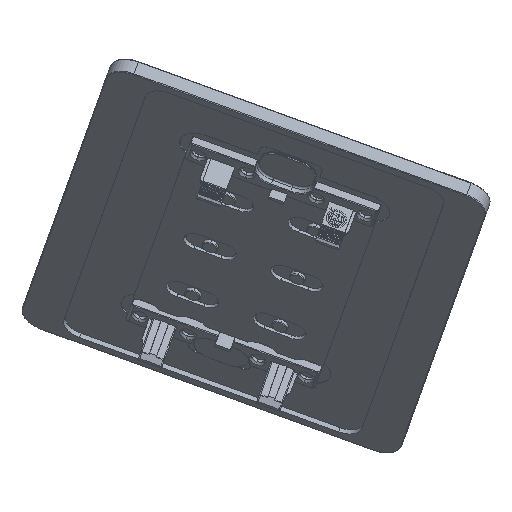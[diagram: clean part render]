
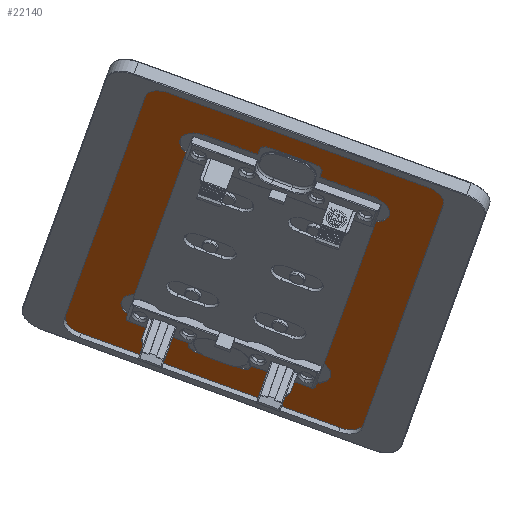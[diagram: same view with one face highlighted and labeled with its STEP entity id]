
A CAD part, left-side view. The second image highlights one B-rep face of the part: STEP entity #22140.
In plain terms, the highlighted face is planar.
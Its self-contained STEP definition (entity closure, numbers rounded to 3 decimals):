
#21669=CARTESIAN_POINT('Vertex',(33.34,-24.5,1.3)) ;
#21672=CARTESIAN_POINT('Line Origine',(0.,-24.5,1.3)) ;
#21676=CARTESIAN_POINT('Vertex',(-33.34,-24.5,1.3)) ;
#21783=CARTESIAN_POINT('Vertex',(57.5,-33.5,1.3)) ;
#21786=CARTESIAN_POINT('Line Origine',(57.5,0.,1.3)) ;
#21790=CARTESIAN_POINT('Vertex',(57.5,33.5,1.3)) ;
#21814=CARTESIAN_POINT('Vertex',(52.5,-38.5,1.3)) ;
#21817=CARTESIAN_POINT('Axis2P3D Location',(52.5,-33.5,1.3)) ;
#21838=CARTESIAN_POINT('Vertex',(-52.5,-38.5,1.3)) ;
#21841=CARTESIAN_POINT('Line Origine',(0.,-38.5,1.3)) ;
#21939=CARTESIAN_POINT('Axis2P3D Location',(0.,0.,1.3)) ;
#21944=CARTESIAN_POINT('Axis2P3D Location',(-52.5,33.5,1.3)) ;
#21948=CARTESIAN_POINT('Vertex',(-57.5,33.5,1.3)) ;
#21950=CARTESIAN_POINT('Vertex',(-52.5,38.5,1.3)) ;
#21953=CARTESIAN_POINT('Line Origine',(0.,38.5,1.3)) ;
#21957=CARTESIAN_POINT('Vertex',(52.5,38.5,1.3)) ;
#21960=CARTESIAN_POINT('Axis2P3D Location',(52.5,33.5,1.3)) ;
#21965=CARTESIAN_POINT('Axis2P3D Location',(-52.5,-33.5,1.3)) ;
#21969=CARTESIAN_POINT('Vertex',(-57.5,-33.5,1.3)) ;
#21972=CARTESIAN_POINT('Line Origine',(-57.5,0.,1.3)) ;
#21987=CARTESIAN_POINT('Axis2P3D Location',(37.95,-21.5,1.3)) ;
#21991=CARTESIAN_POINT('Vertex',(43.45,-21.5,1.3)) ;
#21994=CARTESIAN_POINT('Line Origine',(43.45,-14.75,1.3)) ;
#21998=CARTESIAN_POINT('Vertex',(43.45,-8.,1.3)) ;
#22001=CARTESIAN_POINT('Line Origine',(44.7,-8.,1.3)) ;
#22005=CARTESIAN_POINT('Vertex',(45.95,-8.,1.3)) ;
#22008=CARTESIAN_POINT('Axis2P3D Location',(45.95,-6.,1.3)) ;
#22012=CARTESIAN_POINT('Vertex',(47.95,-6.,1.3)) ;
#22015=CARTESIAN_POINT('Line Origine',(47.95,0.,1.3)) ;
#22019=CARTESIAN_POINT('Vertex',(47.95,6.,1.3)) ;
#22022=CARTESIAN_POINT('Axis2P3D Location',(45.95,6.,1.3)) ;
#22026=CARTESIAN_POINT('Vertex',(45.95,8.,1.3)) ;
#22029=CARTESIAN_POINT('Line Origine',(44.7,8.,1.3)) ;
#22033=CARTESIAN_POINT('Vertex',(43.45,8.,1.3)) ;
#22036=CARTESIAN_POINT('Line Origine',(43.45,14.75,1.3)) ;
#22040=CARTESIAN_POINT('Vertex',(43.45,21.5,1.3)) ;
#22043=CARTESIAN_POINT('Axis2P3D Location',(37.95,21.5,1.3)) ;
#22047=CARTESIAN_POINT('Vertex',(33.34,24.5,1.3)) ;
#22050=CARTESIAN_POINT('Line Origine',(0.,24.5,1.3)) ;
#22054=CARTESIAN_POINT('Vertex',(-33.34,24.5,1.3)) ;
#22057=CARTESIAN_POINT('Axis2P3D Location',(-37.95,21.5,1.3)) ;
#22061=CARTESIAN_POINT('Vertex',(-43.45,21.5,1.3)) ;
#22064=CARTESIAN_POINT('Line Origine',(-43.45,14.75,1.3)) ;
#22068=CARTESIAN_POINT('Vertex',(-43.45,8.,1.3)) ;
#22071=CARTESIAN_POINT('Line Origine',(-44.7,8.,1.3)) ;
#22075=CARTESIAN_POINT('Vertex',(-45.95,8.,1.3)) ;
#22078=CARTESIAN_POINT('Axis2P3D Location',(-45.95,6.,1.3)) ;
#22082=CARTESIAN_POINT('Vertex',(-47.95,6.,1.3)) ;
#22085=CARTESIAN_POINT('Line Origine',(-47.95,0.,1.3)) ;
#22089=CARTESIAN_POINT('Vertex',(-47.95,-6.,1.3)) ;
#22092=CARTESIAN_POINT('Axis2P3D Location',(-45.95,-6.,1.3)) ;
#22096=CARTESIAN_POINT('Vertex',(-45.95,-8.,1.3)) ;
#22099=CARTESIAN_POINT('Line Origine',(-44.7,-8.,1.3)) ;
#22103=CARTESIAN_POINT('Vertex',(-43.45,-8.,1.3)) ;
#22106=CARTESIAN_POINT('Line Origine',(-43.45,-14.75,1.3)) ;
#22110=CARTESIAN_POINT('Vertex',(-43.45,-21.5,1.3)) ;
#22113=CARTESIAN_POINT('Axis2P3D Location',(-37.95,-21.5,1.3)) ;
#21673=DIRECTION('Vector Direction',(1.,0.,0.)) ;
#21787=DIRECTION('Vector Direction',(0.,1.,0.)) ;
#21818=DIRECTION('Axis2P3D Direction',(0.,0.,-1.)) ;
#21842=DIRECTION('Vector Direction',(1.,0.,0.)) ;
#21940=DIRECTION('Axis2P3D Direction',(0.,0.,-1.)) ;
#21941=DIRECTION('Axis2P3D XDirection',(1.,0.,0.)) ;
#21945=DIRECTION('Axis2P3D Direction',(0.,0.,-1.)) ;
#21954=DIRECTION('Vector Direction',(1.,0.,0.)) ;
#21961=DIRECTION('Axis2P3D Direction',(0.,0.,-1.)) ;
#21966=DIRECTION('Axis2P3D Direction',(0.,0.,-1.)) ;
#21973=DIRECTION('Vector Direction',(0.,1.,0.)) ;
#21988=DIRECTION('Axis2P3D Direction',(0.,0.,-1.)) ;
#21995=DIRECTION('Vector Direction',(0.,-1.,0.)) ;
#22002=DIRECTION('Vector Direction',(1.,0.,0.)) ;
#22009=DIRECTION('Axis2P3D Direction',(0.,0.,-1.)) ;
#22016=DIRECTION('Vector Direction',(0.,-1.,0.)) ;
#22023=DIRECTION('Axis2P3D Direction',(0.,0.,-1.)) ;
#22030=DIRECTION('Vector Direction',(1.,0.,0.)) ;
#22037=DIRECTION('Vector Direction',(0.,-1.,0.)) ;
#22044=DIRECTION('Axis2P3D Direction',(0.,0.,-1.)) ;
#22051=DIRECTION('Vector Direction',(1.,0.,0.)) ;
#22058=DIRECTION('Axis2P3D Direction',(0.,0.,-1.)) ;
#22065=DIRECTION('Vector Direction',(0.,-1.,0.)) ;
#22072=DIRECTION('Vector Direction',(1.,0.,0.)) ;
#22079=DIRECTION('Axis2P3D Direction',(0.,0.,-1.)) ;
#22086=DIRECTION('Vector Direction',(0.,-1.,0.)) ;
#22093=DIRECTION('Axis2P3D Direction',(0.,0.,-1.)) ;
#22100=DIRECTION('Vector Direction',(1.,0.,0.)) ;
#22107=DIRECTION('Vector Direction',(0.,-1.,0.)) ;
#22114=DIRECTION('Axis2P3D Direction',(0.,0.,-1.)) ;
#21819=AXIS2_PLACEMENT_3D('Circle Axis2P3D',#21817,#21818,$) ;
#21942=AXIS2_PLACEMENT_3D('Plane Axis2P3D',#21939,#21940,#21941) ;
#21946=AXIS2_PLACEMENT_3D('Circle Axis2P3D',#21944,#21945,$) ;
#21962=AXIS2_PLACEMENT_3D('Circle Axis2P3D',#21960,#21961,$) ;
#21967=AXIS2_PLACEMENT_3D('Circle Axis2P3D',#21965,#21966,$) ;
#21989=AXIS2_PLACEMENT_3D('Circle Axis2P3D',#21987,#21988,$) ;
#22010=AXIS2_PLACEMENT_3D('Circle Axis2P3D',#22008,#22009,$) ;
#22024=AXIS2_PLACEMENT_3D('Circle Axis2P3D',#22022,#22023,$) ;
#22045=AXIS2_PLACEMENT_3D('Circle Axis2P3D',#22043,#22044,$) ;
#22059=AXIS2_PLACEMENT_3D('Circle Axis2P3D',#22057,#22058,$) ;
#22080=AXIS2_PLACEMENT_3D('Circle Axis2P3D',#22078,#22079,$) ;
#22094=AXIS2_PLACEMENT_3D('Circle Axis2P3D',#22092,#22093,$) ;
#22115=AXIS2_PLACEMENT_3D('Circle Axis2P3D',#22113,#22114,$) ;
#21978=ORIENTED_EDGE('',*,*,#21952,.T.) ;
#21979=ORIENTED_EDGE('',*,*,#21959,.T.) ;
#21980=ORIENTED_EDGE('',*,*,#21964,.F.) ;
#21981=ORIENTED_EDGE('',*,*,#21792,.F.) ;
#21982=ORIENTED_EDGE('',*,*,#21821,.T.) ;
#21983=ORIENTED_EDGE('',*,*,#21845,.F.) ;
#21984=ORIENTED_EDGE('',*,*,#21971,.F.) ;
#21985=ORIENTED_EDGE('',*,*,#21976,.T.) ;
#22119=ORIENTED_EDGE('',*,*,#21678,.F.) ;
#22120=ORIENTED_EDGE('',*,*,#21993,.F.) ;
#22121=ORIENTED_EDGE('',*,*,#22000,.F.) ;
#22122=ORIENTED_EDGE('',*,*,#22007,.T.) ;
#22123=ORIENTED_EDGE('',*,*,#22014,.F.) ;
#22124=ORIENTED_EDGE('',*,*,#22021,.F.) ;
#22125=ORIENTED_EDGE('',*,*,#22028,.F.) ;
#22126=ORIENTED_EDGE('',*,*,#22035,.F.) ;
#22127=ORIENTED_EDGE('',*,*,#22042,.F.) ;
#22128=ORIENTED_EDGE('',*,*,#22049,.F.) ;
#22129=ORIENTED_EDGE('',*,*,#22056,.T.) ;
#22130=ORIENTED_EDGE('',*,*,#22063,.F.) ;
#22131=ORIENTED_EDGE('',*,*,#22070,.T.) ;
#22132=ORIENTED_EDGE('',*,*,#22077,.F.) ;
#22133=ORIENTED_EDGE('',*,*,#22084,.F.) ;
#22134=ORIENTED_EDGE('',*,*,#22091,.T.) ;
#22135=ORIENTED_EDGE('',*,*,#22098,.F.) ;
#22136=ORIENTED_EDGE('',*,*,#22105,.T.) ;
#22137=ORIENTED_EDGE('',*,*,#22112,.T.) ;
#22138=ORIENTED_EDGE('',*,*,#22117,.F.) ;
#22139=FACE_BOUND('',#22118,.T.) ;
#21674=VECTOR('Line Direction',#21673,1.) ;
#21788=VECTOR('Line Direction',#21787,1.) ;
#21843=VECTOR('Line Direction',#21842,1.) ;
#21955=VECTOR('Line Direction',#21954,1.) ;
#21974=VECTOR('Line Direction',#21973,1.) ;
#21996=VECTOR('Line Direction',#21995,1.) ;
#22003=VECTOR('Line Direction',#22002,1.) ;
#22017=VECTOR('Line Direction',#22016,1.) ;
#22031=VECTOR('Line Direction',#22030,1.) ;
#22038=VECTOR('Line Direction',#22037,1.) ;
#22052=VECTOR('Line Direction',#22051,1.) ;
#22066=VECTOR('Line Direction',#22065,1.) ;
#22073=VECTOR('Line Direction',#22072,1.) ;
#22087=VECTOR('Line Direction',#22086,1.) ;
#22101=VECTOR('Line Direction',#22100,1.) ;
#22108=VECTOR('Line Direction',#22107,1.) ;
#22140=ADVANCED_FACE('placca CORIAN',(#21986,#22139),#21943,.T.) ;
#21820=CIRCLE('generated circle',#21819,5.) ;
#21947=CIRCLE('generated circle',#21946,5.) ;
#21963=CIRCLE('generated circle',#21962,5.) ;
#21968=CIRCLE('generated circle',#21967,5.) ;
#21990=CIRCLE('generated circle',#21989,5.5) ;
#22011=CIRCLE('generated circle',#22010,2.) ;
#22025=CIRCLE('generated circle',#22024,2.) ;
#22046=CIRCLE('generated circle',#22045,5.5) ;
#22060=CIRCLE('generated circle',#22059,5.5) ;
#22081=CIRCLE('generated circle',#22080,2.) ;
#22095=CIRCLE('generated circle',#22094,2.) ;
#22116=CIRCLE('generated circle',#22115,5.5) ;
#21678=EDGE_CURVE('',#21670,#21677,#21675,.F.) ;
#21792=EDGE_CURVE('',#21784,#21791,#21789,.T.) ;
#21821=EDGE_CURVE('',#21784,#21815,#21820,.T.) ;
#21845=EDGE_CURVE('',#21839,#21815,#21844,.T.) ;
#21952=EDGE_CURVE('',#21949,#21951,#21947,.T.) ;
#21959=EDGE_CURVE('',#21951,#21958,#21956,.T.) ;
#21964=EDGE_CURVE('',#21791,#21958,#21963,.F.) ;
#21971=EDGE_CURVE('',#21970,#21839,#21968,.F.) ;
#21976=EDGE_CURVE('',#21970,#21949,#21975,.T.) ;
#21993=EDGE_CURVE('',#21992,#21670,#21990,.T.) ;
#22000=EDGE_CURVE('',#21999,#21992,#21997,.T.) ;
#22007=EDGE_CURVE('',#21999,#22006,#22004,.T.) ;
#22014=EDGE_CURVE('',#22013,#22006,#22011,.T.) ;
#22021=EDGE_CURVE('',#22020,#22013,#22018,.T.) ;
#22028=EDGE_CURVE('',#22027,#22020,#22025,.T.) ;
#22035=EDGE_CURVE('',#22034,#22027,#22032,.T.) ;
#22042=EDGE_CURVE('',#22041,#22034,#22039,.T.) ;
#22049=EDGE_CURVE('',#22048,#22041,#22046,.T.) ;
#22056=EDGE_CURVE('',#22048,#22055,#22053,.F.) ;
#22063=EDGE_CURVE('',#22062,#22055,#22060,.T.) ;
#22070=EDGE_CURVE('',#22062,#22069,#22067,.T.) ;
#22077=EDGE_CURVE('',#22076,#22069,#22074,.T.) ;
#22084=EDGE_CURVE('',#22083,#22076,#22081,.T.) ;
#22091=EDGE_CURVE('',#22083,#22090,#22088,.T.) ;
#22098=EDGE_CURVE('',#22097,#22090,#22095,.T.) ;
#22105=EDGE_CURVE('',#22097,#22104,#22102,.T.) ;
#22112=EDGE_CURVE('',#22104,#22111,#22109,.T.) ;
#22117=EDGE_CURVE('',#21677,#22111,#22116,.T.) ;
#21977=EDGE_LOOP('',(#21978,#21979,#21980,#21981,#21982,#21983,#21984,#21985)) ;
#22118=EDGE_LOOP('',(#22119,#22120,#22121,#22122,#22123,#22124,#22125,#22126,#22127,#22128,#22129,#22130,#22131,#22132,#22133,#22134,#22135,#22136,#22137,#22138)) ;
#21986=FACE_OUTER_BOUND('',#21977,.T.) ;
#21675=LINE('Line',#21672,#21674) ;
#21789=LINE('Line',#21786,#21788) ;
#21844=LINE('Line',#21841,#21843) ;
#21956=LINE('Line',#21953,#21955) ;
#21975=LINE('Line',#21972,#21974) ;
#21997=LINE('Line',#21994,#21996) ;
#22004=LINE('Line',#22001,#22003) ;
#22018=LINE('Line',#22015,#22017) ;
#22032=LINE('Line',#22029,#22031) ;
#22039=LINE('Line',#22036,#22038) ;
#22053=LINE('Line',#22050,#22052) ;
#22067=LINE('Line',#22064,#22066) ;
#22074=LINE('Line',#22071,#22073) ;
#22088=LINE('Line',#22085,#22087) ;
#22102=LINE('Line',#22099,#22101) ;
#22109=LINE('Line',#22106,#22108) ;
#21943=PLANE('',#21942) ;
#21670=VERTEX_POINT('',#21669) ;
#21677=VERTEX_POINT('',#21676) ;
#21784=VERTEX_POINT('',#21783) ;
#21791=VERTEX_POINT('',#21790) ;
#21815=VERTEX_POINT('',#21814) ;
#21839=VERTEX_POINT('',#21838) ;
#21949=VERTEX_POINT('',#21948) ;
#21951=VERTEX_POINT('',#21950) ;
#21958=VERTEX_POINT('',#21957) ;
#21970=VERTEX_POINT('',#21969) ;
#21992=VERTEX_POINT('',#21991) ;
#21999=VERTEX_POINT('',#21998) ;
#22006=VERTEX_POINT('',#22005) ;
#22013=VERTEX_POINT('',#22012) ;
#22020=VERTEX_POINT('',#22019) ;
#22027=VERTEX_POINT('',#22026) ;
#22034=VERTEX_POINT('',#22033) ;
#22041=VERTEX_POINT('',#22040) ;
#22048=VERTEX_POINT('',#22047) ;
#22055=VERTEX_POINT('',#22054) ;
#22062=VERTEX_POINT('',#22061) ;
#22069=VERTEX_POINT('',#22068) ;
#22076=VERTEX_POINT('',#22075) ;
#22083=VERTEX_POINT('',#22082) ;
#22090=VERTEX_POINT('',#22089) ;
#22097=VERTEX_POINT('',#22096) ;
#22104=VERTEX_POINT('',#22103) ;
#22111=VERTEX_POINT('',#22110) ;
